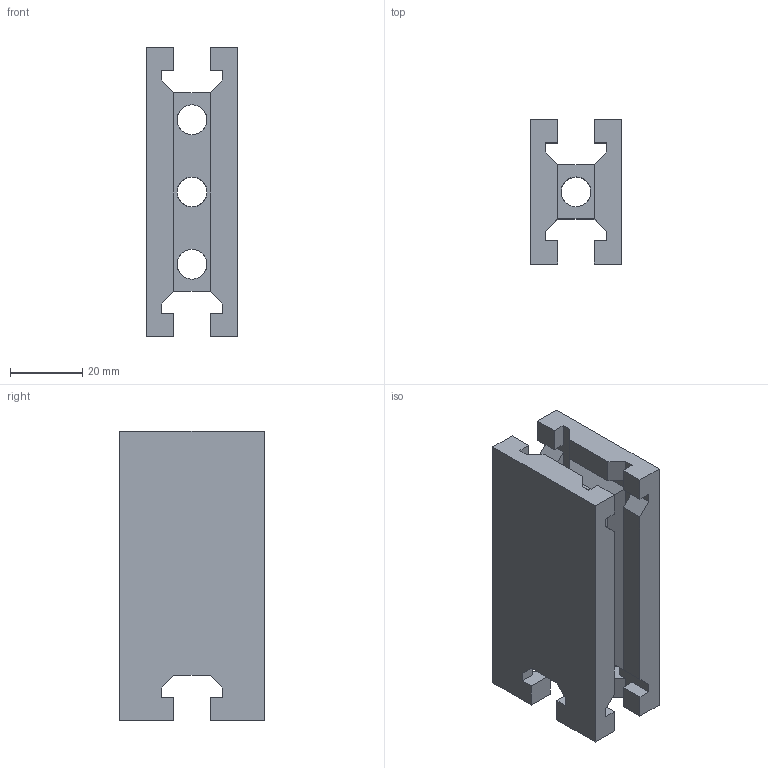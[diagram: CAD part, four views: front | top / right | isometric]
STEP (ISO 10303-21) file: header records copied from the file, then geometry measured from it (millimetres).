
FILE_DESCRIPTION(('STEP AP214'),'1');
FILE_NAME(' ',' ',('TraceParts'),('TraceParts S.A.'),'XStep 1.0',' ',' ');
FILE_SCHEMA(('automotive_design'));
Length unit declared in the file: millimetre
Products named in the file (1): 1
Bounding box: 25 x 40 x 80 mm (x, y, z)
Volume: 43577.7 mm3; surface area: 18975.4 mm2
Topology: 1 solids, 1 shells, 120 faces, 342 edges, 218 vertices
Faces by surface type: plane 100, cylinder 20
Entity records: 7606 total; most frequent: CARTESIAN_POINT 753, ORIENTED_EDGE 684, STYLED_ITEM 680, PRESENTATION_STYLE_ASSIGNMENT 680, COLOUR_RGB 680, DIRECTION 576, EDGE_CURVE 342, CURVE_STYLE 342
